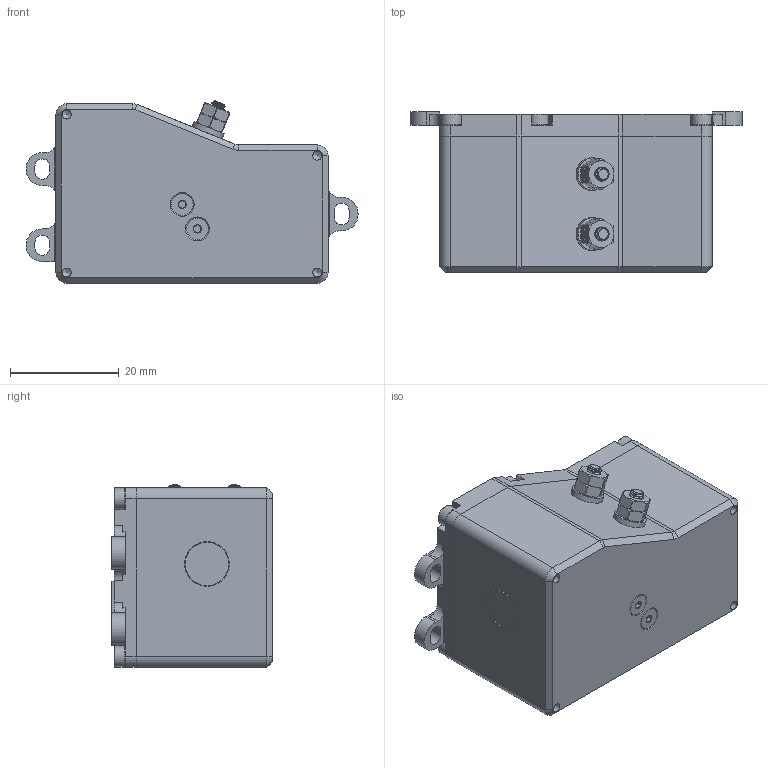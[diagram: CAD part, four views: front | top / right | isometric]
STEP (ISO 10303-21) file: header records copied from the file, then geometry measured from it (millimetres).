
FILE_DESCRIPTION(/* description */ (''),/* implementation_level */ '2;1');
FILE_NAME(/* name */ 'Kauko step.step',/* time_stamp */ '2023-10-09T15:08:17+03:00',/* author */ (''),/* organization */ (''),/* preprocessor_version */ 'ST-DEVELOPER v20',/* originating_system */ 'Autodesk Translation Framework v12.14.0.127',/* authorisation */ '');
FILE_SCHEMA (('AUTOMOTIVE_DESIGN { 1 0 10303 214 3 1 1 }'));
Length unit declared in the file: millimetre
Products named in the file (12): KUR4_01_06; KUR4_02_06 v6; m2x6 din912; m3x3; m2x6 (1); isolator; isolator (1); Component5; din 912 m2.5\; M2.5 nut; window1; window2
Assembly tree (21 placements, depth 2):
  KUR4_01_06
    KUR4_02_06 v6
    m2x6 din912  x5
    m3x3  x2
    m2x6 (1)  x2
    isolator
    isolator (1)
    Component5
    M2.5 nut  x4
    din 912 m2.5\  x2
    window1
    window2
Bounding box: 61 x 29.5 x 33.57 mm (x, y, z)
Volume: 19361.8 mm3; surface area: 17263.7 mm2
Topology: 23 solids, 29 shells, 957 faces, 2459 edges, 1586 vertices
Faces by surface type: cylinder 492, plane 264, cone 160, bspline 34, torus 7
Full cylindrical faces by diameter (mm): 1.48 x94, 1.623 x10, 1.915 x52, 2 x90, 2.2 x2, 2.35 x10, 2.5 x60, 2.529 x2, 2.6 x2, 2.9 x2, 3 x11, 3.8 x5, 4 x2, 4.5 x2, 5 x2, 5.5 x2, 5.8 x2, 6 x4, 7 x1, 7.2 x1, 8 x1, 8.2 x1
Entity records: 24553 total; most frequent: CARTESIAN_POINT 12973, ORIENTED_EDGE 2440, DIRECTION 2187, EDGE_CURVE 1220, AXIS2_PLACEMENT_3D 803, VERTEX_POINT 800, LINE 581, VECTOR 581
